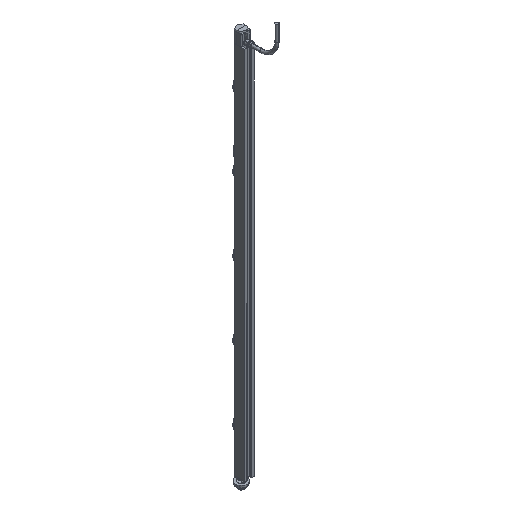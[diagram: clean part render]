
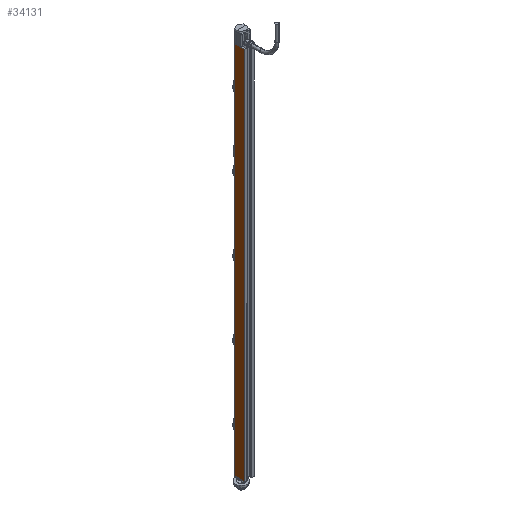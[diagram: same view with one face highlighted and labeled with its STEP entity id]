
A CAD part, isometric view. The second image highlights one B-rep face of the part: STEP entity #34131.
In plain terms, the highlighted planar face has unit normal (-1, 0, 0).
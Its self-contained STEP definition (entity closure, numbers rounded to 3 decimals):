
#32=DIRECTION('',(0.,0.,-1.));
#33=VECTOR('',#32,476.45);
#34=CARTESIAN_POINT('',(-6.,4.973,236.));
#35=LINE('',#34,#33);
#36=DIRECTION('',(0.,-1.,0.));
#37=VECTOR('',#36,13.223);
#38=CARTESIAN_POINT('',(-6.,4.973,-240.45));
#39=LINE('',#38,#37);
#140=DIRECTION('',(0.,0.,1.));
#141=VECTOR('',#140,476.45);
#142=CARTESIAN_POINT('',(-6.,-8.25,-240.45));
#143=LINE('',#142,#141);
#148=DIRECTION('',(0.,-1.,0.));
#149=VECTOR('',#148,13.223);
#150=CARTESIAN_POINT('',(-6.,4.973,236.));
#151=LINE('',#150,#149);
#31082=CARTESIAN_POINT('',(-6.,-8.25,-240.45));
#31083=CARTESIAN_POINT('',(-6.,-8.25,236.));
#31084=VERTEX_POINT('',#31082);
#31085=VERTEX_POINT('',#31083);
#31122=CARTESIAN_POINT('',(-6.,4.973,-240.45));
#31123=VERTEX_POINT('',#31122);
#31126=CARTESIAN_POINT('',(-6.,4.973,236.));
#31127=VERTEX_POINT('',#31126);
#34116=CARTESIAN_POINT('',(-6.,5.317,-240.45));
#34117=DIRECTION('',(-1.,0.,0.));
#34118=DIRECTION('',(0.,-1.,0.));
#34119=AXIS2_PLACEMENT_3D('',#34116,#34117,#34118);
#34120=PLANE('',#34119);
#34122=ORIENTED_EDGE('',*,*,#34121,.F.);
#34124=ORIENTED_EDGE('',*,*,#34123,.F.);
#34126=ORIENTED_EDGE('',*,*,#34125,.T.);
#34128=ORIENTED_EDGE('',*,*,#34127,.F.);
#34129=EDGE_LOOP('',(#34122,#34124,#34126,#34128));
#34130=FACE_OUTER_BOUND('',#34129,.F.);
#34131=ADVANCED_FACE('',(#34130),#34120,.T.);
#34121=EDGE_CURVE('',#31123,#31084,#39,.T.);
#34123=EDGE_CURVE('',#31127,#31123,#35,.T.);
#34125=EDGE_CURVE('',#31127,#31085,#151,.T.);
#34127=EDGE_CURVE('',#31084,#31085,#143,.T.);
